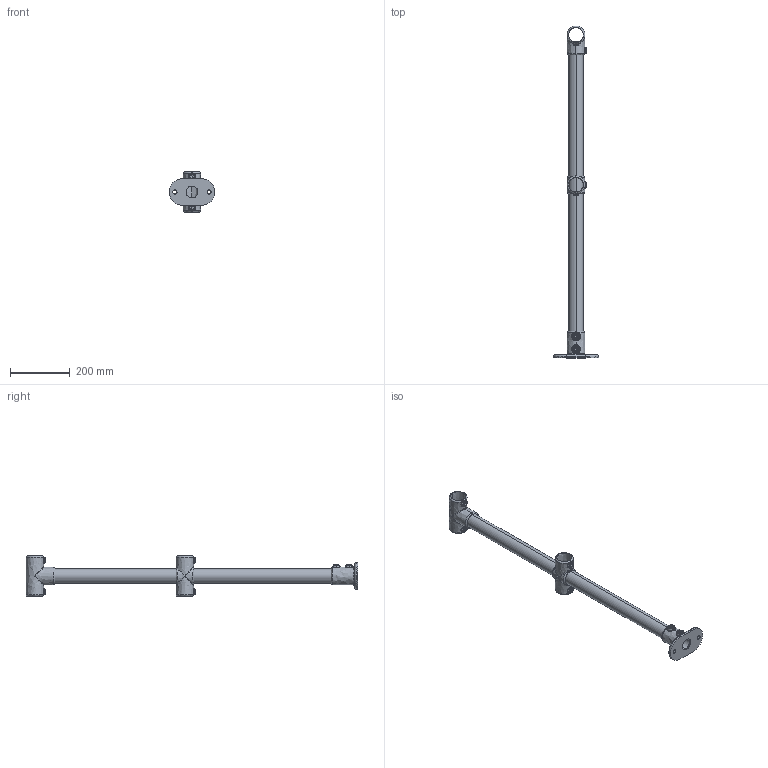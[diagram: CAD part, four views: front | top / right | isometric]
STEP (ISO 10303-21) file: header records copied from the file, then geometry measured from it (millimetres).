
FILE_DESCRIPTION (( 'STEP AP214' ), '1' );
FILE_NAME ('1603002D.STEP', '2024-09-06T14:17:03', ( '' ), ( '' ), 'SwSTEP 2.0', 'SolidWorks 2023', '' );
FILE_SCHEMA (( 'AUTOMOTIVE_DESIGN' ));
Length unit declared in the file: millimetre
Products named in the file (5): 16132D; 16119D; Part5^1603002D_Default<As Machined>; 16104D; 1603002D
Assembly tree (4 placements, depth 2):
  1603002D
    16132D
    16104D
    16119D
    Part5^1603002D_Default<As Machined>
Bounding box: 151.96 x 1106.55 x 134 mm (x, y, z)
Volume: 882010 mm3; surface area: 461952 mm2
Topology: 12 solids, 12 shells, 330 faces, 827 edges, 479 vertices
Faces by surface type: bspline 324, cylinder 4, plane 2
Entity records: 30007 total; most frequent: CARTESIAN_POINT 25125, ORIENTED_EDGE 1590, EDGE_CURVE 795, B_SPLINE_CURVE_WITH_KNOTS 522, VERTEX_POINT 479, EDGE_LOOP 370, ADVANCED_FACE 330, FACE_OUTER_BOUND 330
